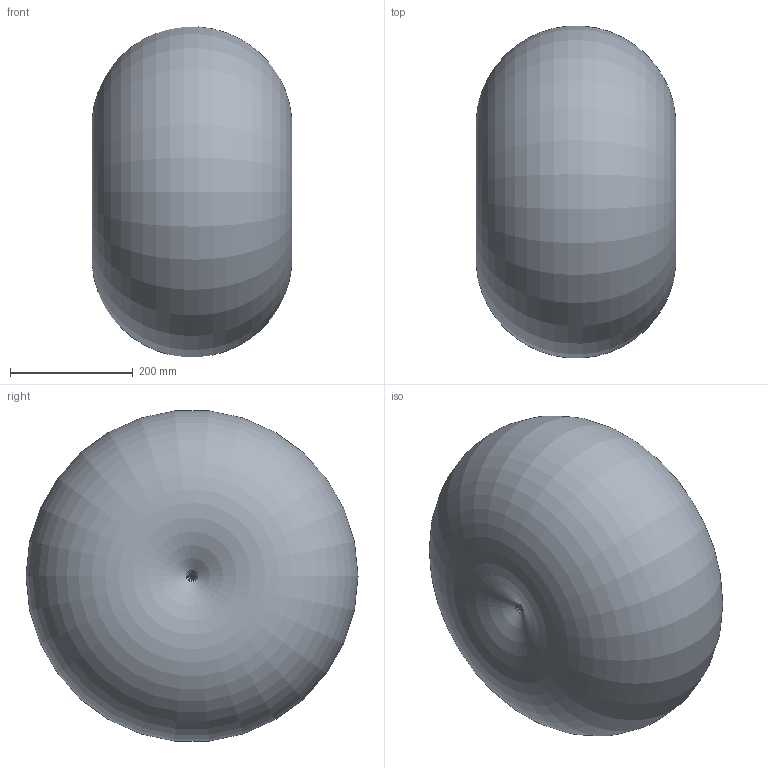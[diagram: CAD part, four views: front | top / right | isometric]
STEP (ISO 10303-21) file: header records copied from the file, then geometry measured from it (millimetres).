
FILE_DESCRIPTION(/* description */ ('Alibre Inc.'),/* implementation_level */ '2;1');
FILE_NAME(/* name */ 'export-AE19EBD7-7ECA-4CEE-BD38-B492BE83BADD',/* time_stamp */ '2020-05-18T16:53:39-07:00',/* author */ (''),/* organization */ (''),/* preprocessor_version */ 'ST-DEVELOPER v17',/* originating_system */ 'Alibre',/* authorisation */ '');
FILE_SCHEMA (('CONFIG_CONTROL_DESIGN'));
Length unit declared in the file: inch
Bounding box: 324.92 x 540.02 x 537.06 mm (x, y, z)
Volume: 56661578.3 mm3; surface area: 1003842.1 mm2
Topology: 17 solids, 18 shells, 189 faces, 469 edges, 290 vertices
Faces by surface type: cylinder 62, plane 57, torus 26, bspline 22, sphere 16, cone 6
Full cylindrical faces by diameter (mm): 8.382 x4, 50 x1, 61.722 x4, 62.23 x2, 81.28 x4, 93.638 x2, 100.1 x1
Entity records: 8003 total; most frequent: CARTESIAN_POINT 3594, ORIENTED_EDGE 718, DIRECTION 709, EDGE_CURVE 359, AXIS2_PLACEMENT_3D 330, VERTEX_POINT 247, FACE_BOUND 228, EDGE_LOOP 218
